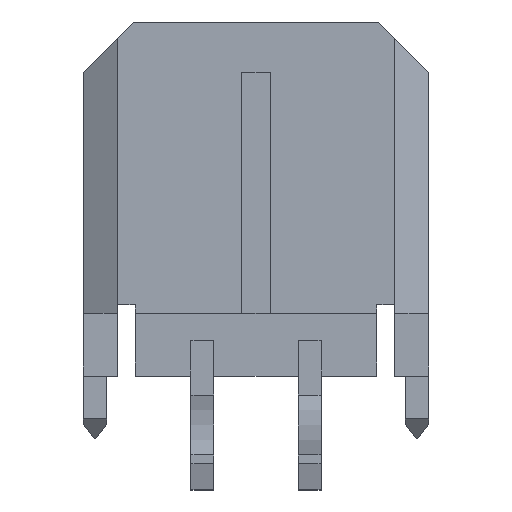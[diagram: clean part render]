
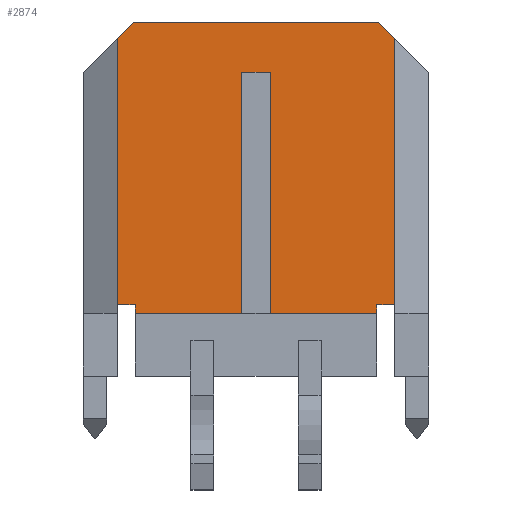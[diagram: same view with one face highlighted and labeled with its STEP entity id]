
A CAD part, top view. The second image highlights one B-rep face of the part: STEP entity #2874.
In plain terms, the highlighted planar face has unit normal (0, 0, 1).
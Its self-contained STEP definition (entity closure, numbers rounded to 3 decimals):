
#707=DIRECTION('',(-1.,0.,0.));
#708=VECTOR('',#707,0.5);
#709=CARTESIAN_POINT('',(3.875,-2.95,1.97));
#710=LINE('',#709,#708);
#711=DIRECTION('',(0.,1.,0.));
#712=VECTOR('',#711,0.25);
#713=CARTESIAN_POINT('',(3.375,-3.2,1.97));
#714=LINE('',#713,#712);
#715=DIRECTION('',(1.,0.,0.));
#716=VECTOR('',#715,2.975);
#717=CARTESIAN_POINT('',(0.4,-3.2,1.97));
#718=LINE('',#717,#716);
#719=DIRECTION('',(0.,1.,0.));
#720=VECTOR('',#719,6.75);
#721=CARTESIAN_POINT('',(0.4,-3.2,1.97));
#722=LINE('',#721,#720);
#723=DIRECTION('',(1.,0.,0.));
#724=VECTOR('',#723,0.8);
#725=CARTESIAN_POINT('',(-0.4,3.55,1.97));
#726=LINE('',#725,#724);
#727=DIRECTION('',(0.,1.,0.));
#728=VECTOR('',#727,6.75);
#729=CARTESIAN_POINT('',(-0.4,-3.2,1.97));
#730=LINE('',#729,#728);
#731=DIRECTION('',(1.,0.,0.));
#732=VECTOR('',#731,2.975);
#733=CARTESIAN_POINT('',(-3.375,-3.2,1.97));
#734=LINE('',#733,#732);
#735=DIRECTION('',(0.,1.,0.));
#736=VECTOR('',#735,0.25);
#737=CARTESIAN_POINT('',(-3.375,-3.2,1.97));
#738=LINE('',#737,#736);
#739=DIRECTION('',(1.,0.,0.));
#740=VECTOR('',#739,0.5);
#741=CARTESIAN_POINT('',(-3.875,-2.95,1.97));
#742=LINE('',#741,#740);
#743=DIRECTION('',(0.,-1.,0.));
#744=VECTOR('',#743,7.45);
#745=CARTESIAN_POINT('',(-3.875,4.5,1.97));
#746=LINE('',#745,#744);
#747=DIRECTION('',(-0.707,-0.707,0.));
#748=VECTOR('',#747,0.636);
#749=CARTESIAN_POINT('',(-3.425,4.95,1.97));
#750=LINE('',#749,#748);
#751=DIRECTION('',(1.,0.,0.));
#752=VECTOR('',#751,6.85);
#753=CARTESIAN_POINT('',(-3.425,4.95,1.97));
#754=LINE('',#753,#752);
#755=DIRECTION('',(-0.707,0.707,0.));
#756=VECTOR('',#755,0.636);
#757=CARTESIAN_POINT('',(3.875,4.5,1.97));
#758=LINE('',#757,#756);
#759=DIRECTION('',(0.,-1.,0.));
#760=VECTOR('',#759,7.45);
#761=CARTESIAN_POINT('',(3.875,4.5,1.97));
#762=LINE('',#761,#760);
#1431=CARTESIAN_POINT('',(-3.425,4.95,1.97));
#1432=CARTESIAN_POINT('',(3.425,4.95,1.97));
#1433=VERTEX_POINT('',#1431);
#1434=VERTEX_POINT('',#1432);
#1615=CARTESIAN_POINT('',(-0.4,3.55,1.97));
#1616=CARTESIAN_POINT('',(0.4,3.55,1.97));
#1617=VERTEX_POINT('',#1615);
#1618=VERTEX_POINT('',#1616);
#1619=CARTESIAN_POINT('',(-0.4,-3.2,1.97));
#1620=VERTEX_POINT('',#1619);
#1621=CARTESIAN_POINT('',(0.4,-3.2,1.97));
#1622=VERTEX_POINT('',#1621);
#1744=CARTESIAN_POINT('',(3.875,-2.95,1.97));
#1746=VERTEX_POINT('',#1744);
#1747=CARTESIAN_POINT('',(3.375,-2.95,1.97));
#1748=VERTEX_POINT('',#1747);
#1749=CARTESIAN_POINT('',(3.375,-3.2,1.97));
#1750=VERTEX_POINT('',#1749);
#1751=CARTESIAN_POINT('',(-3.375,-3.2,1.97));
#1752=CARTESIAN_POINT('',(-3.375,-2.95,1.97));
#1753=VERTEX_POINT('',#1751);
#1754=VERTEX_POINT('',#1752);
#1755=CARTESIAN_POINT('',(-3.875,-2.95,1.97));
#1756=VERTEX_POINT('',#1755);
#1811=CARTESIAN_POINT('',(-3.875,4.5,1.97));
#1812=VERTEX_POINT('',#1811);
#1813=CARTESIAN_POINT('',(3.875,4.5,1.97));
#1814=VERTEX_POINT('',#1813);
#2840=CARTESIAN_POINT('',(-4.825,4.95,1.97));
#2841=DIRECTION('',(0.,0.,1.));
#2842=DIRECTION('',(0.,-1.,0.));
#2843=AXIS2_PLACEMENT_3D('',#2840,#2841,#2842);
#2844=PLANE('',#2843);
#2845=ORIENTED_EDGE('',*,*,#2831,.T.);
#2847=ORIENTED_EDGE('',*,*,#2846,.F.);
#2849=ORIENTED_EDGE('',*,*,#2848,.F.);
#2851=ORIENTED_EDGE('',*,*,#2850,.T.);
#2853=ORIENTED_EDGE('',*,*,#2852,.F.);
#2855=ORIENTED_EDGE('',*,*,#2854,.F.);
#2857=ORIENTED_EDGE('',*,*,#2856,.F.);
#2859=ORIENTED_EDGE('',*,*,#2858,.T.);
#2861=ORIENTED_EDGE('',*,*,#2860,.F.);
#2863=ORIENTED_EDGE('',*,*,#2862,.F.);
#2865=ORIENTED_EDGE('',*,*,#2864,.F.);
#2867=ORIENTED_EDGE('',*,*,#2866,.T.);
#2869=ORIENTED_EDGE('',*,*,#2868,.F.);
#2871=ORIENTED_EDGE('',*,*,#2870,.T.);
#2872=EDGE_LOOP('',(#2845,#2847,#2849,#2851,#2853,#2855,#2857,#2859,#2861,#2863,
#2865,#2867,#2869,#2871));
#2873=FACE_OUTER_BOUND('',#2872,.F.);
#2874=ADVANCED_FACE('',(#2873),#2844,.T.);
#2831=EDGE_CURVE('',#1746,#1748,#710,.T.);
#2846=EDGE_CURVE('',#1750,#1748,#714,.T.);
#2848=EDGE_CURVE('',#1622,#1750,#718,.T.);
#2850=EDGE_CURVE('',#1622,#1618,#722,.T.);
#2852=EDGE_CURVE('',#1617,#1618,#726,.T.);
#2854=EDGE_CURVE('',#1620,#1617,#730,.T.);
#2856=EDGE_CURVE('',#1753,#1620,#734,.T.);
#2858=EDGE_CURVE('',#1753,#1754,#738,.T.);
#2860=EDGE_CURVE('',#1756,#1754,#742,.T.);
#2862=EDGE_CURVE('',#1812,#1756,#746,.T.);
#2864=EDGE_CURVE('',#1433,#1812,#750,.T.);
#2866=EDGE_CURVE('',#1433,#1434,#754,.T.);
#2868=EDGE_CURVE('',#1814,#1434,#758,.T.);
#2870=EDGE_CURVE('',#1814,#1746,#762,.T.);
